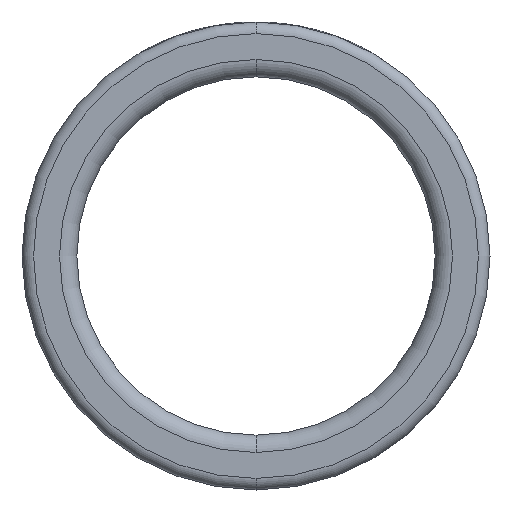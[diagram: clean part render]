
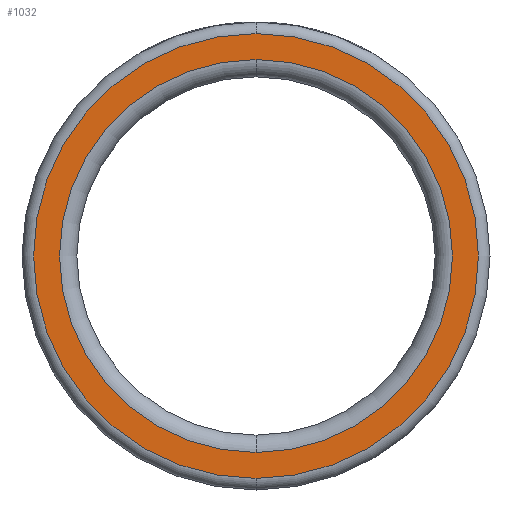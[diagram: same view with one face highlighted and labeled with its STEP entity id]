
A CAD part, front view. The second image highlights one B-rep face of the part: STEP entity #1032.
In plain terms, the highlighted planar face has unit normal (0, -1, 0).
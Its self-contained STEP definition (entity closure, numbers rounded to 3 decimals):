
#68 = PLANE ( 'NONE',  #168 ) ;
#69 = VERTEX_POINT ( 'NONE', #988 ) ;
#168 = AXIS2_PLACEMENT_3D ( 'NONE', #274, #2624, #1358 ) ;
#175 = DIRECTION ( 'NONE',  ( 0., 0., -1. ) ) ;
#274 = CARTESIAN_POINT ( 'NONE',  ( 34., -120., 0. ) ) ;
#383 = DIRECTION ( 'NONE',  ( 0., -1., 0. ) ) ;
#459 = AXIS2_PLACEMENT_3D ( 'NONE', #1026, #383, #175 ) ;
#562 = FACE_BOUND ( 'NONE', #2707, .T. ) ;
#586 = DIRECTION ( 'NONE',  ( 0., 0., -1. ) ) ;
#646 = ORIENTED_EDGE ( 'NONE', *, *, #1661, .T. ) ;
#704 = VERTEX_POINT ( 'NONE', #747 ) ;
#747 = CARTESIAN_POINT ( 'NONE',  ( 0., -120., -38.5 ) ) ;
#764 = DIRECTION ( 'NONE',  ( 0., -1., 0. ) ) ;
#872 = EDGE_CURVE ( 'NONE', #880, #69, #1539, .T. ) ;
#880 = VERTEX_POINT ( 'NONE', #2514 ) ;
#988 = CARTESIAN_POINT ( 'NONE',  ( 0., -120., 34. ) ) ;
#1026 = CARTESIAN_POINT ( 'NONE',  ( 0., -120., 0. ) ) ;
#1032 = ADVANCED_FACE ( 'NONE', ( #1712, #562 ), #68, .T. ) ;
#1248 = EDGE_LOOP ( 'NONE', ( #1617, #646 ) ) ;
#1358 = DIRECTION ( 'NONE',  ( 0., 0., -1. ) ) ;
#1421 = ORIENTED_EDGE ( 'NONE', *, *, #872, .F. ) ;
#1438 = CARTESIAN_POINT ( 'NONE',  ( 0., -120., 0. ) ) ;
#1539 = CIRCLE ( 'NONE', #2079, 34. ) ;
#1542 = CARTESIAN_POINT ( 'NONE',  ( 0., -120., 0. ) ) ;
#1617 = ORIENTED_EDGE ( 'NONE', *, *, #2265, .T. ) ;
#1661 = EDGE_CURVE ( 'NONE', #1729, #704, #1806, .T. ) ;
#1668 = AXIS2_PLACEMENT_3D ( 'NONE', #1542, #1974, #2375 ) ;
#1712 = FACE_OUTER_BOUND ( 'NONE', #1248, .T. ) ;
#1729 = VERTEX_POINT ( 'NONE', #1865 ) ;
#1806 = CIRCLE ( 'NONE', #459, 38.5 ) ;
#1821 = ORIENTED_EDGE ( 'NONE', *, *, #2030, .F. ) ;
#1865 = CARTESIAN_POINT ( 'NONE',  ( 0., -120., 38.5 ) ) ;
#1974 = DIRECTION ( 'NONE',  ( 0., -1., 0. ) ) ;
#1990 = CIRCLE ( 'NONE', #1668, 38.5 ) ;
#2030 = EDGE_CURVE ( 'NONE', #69, #880, #2296, .T. ) ;
#2079 = AXIS2_PLACEMENT_3D ( 'NONE', #1438, #2278, #2717 ) ;
#2265 = EDGE_CURVE ( 'NONE', #704, #1729, #1990, .T. ) ;
#2278 = DIRECTION ( 'NONE',  ( 0., -1., 0. ) ) ;
#2296 = CIRCLE ( 'NONE', #2396, 34. ) ;
#2375 = DIRECTION ( 'NONE',  ( 0., 0., -1. ) ) ;
#2396 = AXIS2_PLACEMENT_3D ( 'NONE', #2705, #764, #586 ) ;
#2514 = CARTESIAN_POINT ( 'NONE',  ( 0., -120., -34. ) ) ;
#2624 = DIRECTION ( 'NONE',  ( 0., -1., 0. ) ) ;
#2705 = CARTESIAN_POINT ( 'NONE',  ( 0., -120., 0. ) ) ;
#2707 = EDGE_LOOP ( 'NONE', ( #1421, #1821 ) ) ;
#2717 = DIRECTION ( 'NONE',  ( 0., 0., -1. ) ) ;
